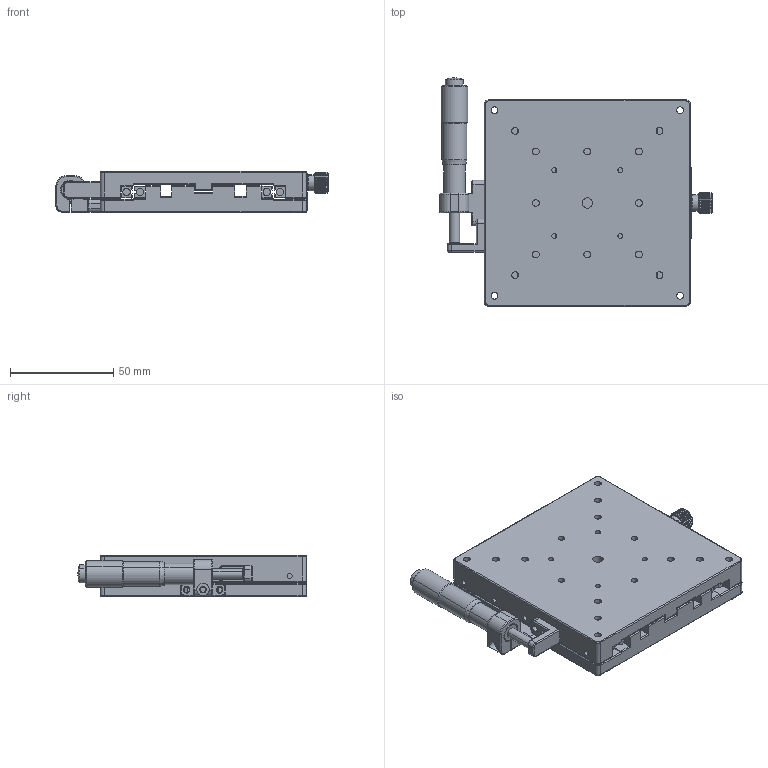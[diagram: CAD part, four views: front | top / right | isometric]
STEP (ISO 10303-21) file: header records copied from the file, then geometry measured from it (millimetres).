
FILE_DESCRIPTION (( 'STEP AP203' ), '1' );
FILE_NAME ('SPYD100R 忒雄弇痄怢.STEP', '2020-07-13T07:33:24', ( 'User' ), ( 'Microsoft' ), 'SwSTEP 2.0', 'SolidWorks 2018', '' );
FILE_SCHEMA (( 'CONFIG_CONTROL_DESIGN' ));
Length unit declared in the file: millimetre
Products named in the file (2): SPYD100R 忒雄弇痄怢
Bounding box: 132 x 110.75 x 20 mm (x, y, z)
Surface area: 63171.2 mm2 (no closed solid volume)
Topology: 0 solids, 28 shells, 632 faces, 2150 edges, 1509 vertices
Faces by surface type: plane 278, cylinder 260, bspline 44, torus 32, cone 16, sphere 2
Entity records: 29446 total; most frequent: CARTESIAN_POINT 10928, DIRECTION 3692, ORIENTED_EDGE 3600, EDGE_CURVE 2150, VERTEX_POINT 1509, AXIS2_PLACEMENT_3D 1287, VECTOR 1118, LINE 1118
